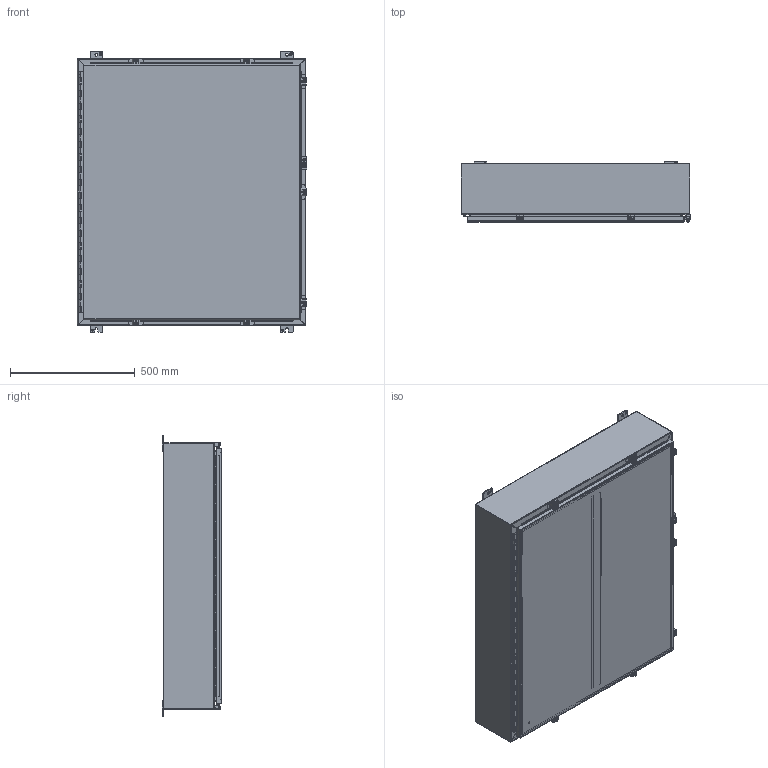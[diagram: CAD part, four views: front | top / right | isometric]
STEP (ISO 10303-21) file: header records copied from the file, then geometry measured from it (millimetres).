
FILE_DESCRIPTION (( 'STEP AP203' ), '1' );
FILE_NAME ('1418N4P8_Default.step', '2019-11-01T14:02:28', ( 'ADC123' ), ( 'Microsoft' ), 'SwSTEP 2.0', 'SolidWorks 2019', '' );
FILE_SCHEMA (( 'CONFIG_CONTROL_DESIGN' ));
Length unit declared in the file: inch
Products named in the file (1): 1418N4P8_Default
Bounding box: 917.6 x 239.7 x 1123.95 mm (x, y, z)
Volume: 8524726.2 mm3; surface area: 8738298.2 mm2
Topology: 65 solids, 66 shells, 2241 faces, 5881 edges, 3834 vertices
Faces by surface type: plane 1303, cylinder 807, bspline 104, cone 27
Entity records: 72078 total; most frequent: CARTESIAN_POINT 16104, ORIENTED_EDGE 11754, DIRECTION 11525, EDGE_CURVE 5877, VECTOR 3975, LINE 3975, VERTEX_POINT 3834, AXIS2_PLACEMENT_3D 3775
